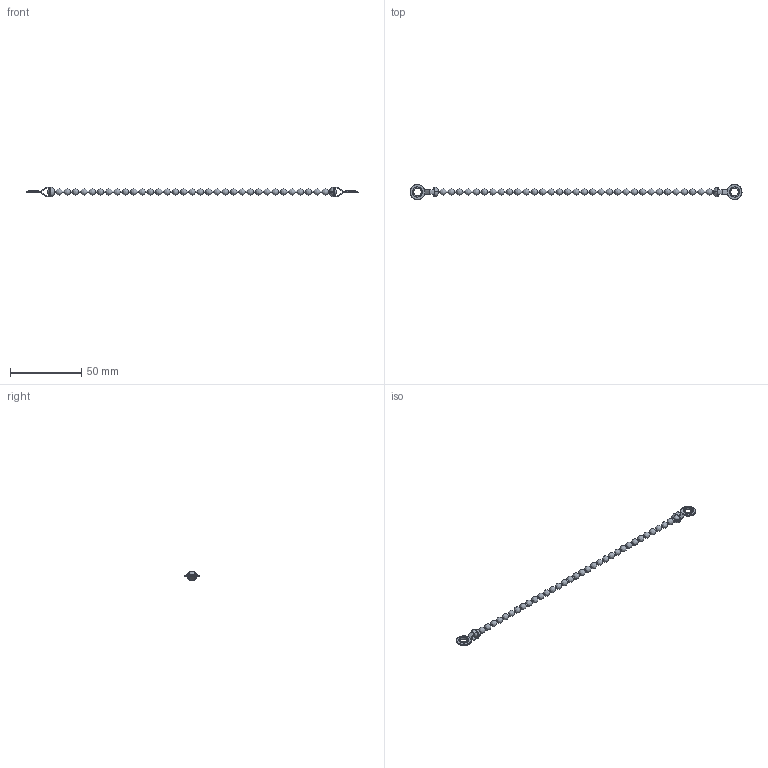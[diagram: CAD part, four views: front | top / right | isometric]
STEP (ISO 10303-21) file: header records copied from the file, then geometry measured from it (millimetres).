
FILE_DESCRIPTION((''),'2;1');
FILE_NAME('','2008-05-01T21:01:37',(''),(''),'','CADfix','');
FILE_SCHEMA(('AUTOMOTIVE_DESIGN { 1 0 10303 214 1 1 1 1 }'));
Length unit declared in the file: millimetre
Bounding box: 233.4 x 10.5 x 6.8 mm (x, y, z)
Volume: 1893.3 mm3; surface area: 4218 mm2
Topology: 38 solids, 38 shells, 195 faces, 596 edges, 440 vertices
Faces by surface type: bspline 195
Entity records: 9808 total; most frequent: CARTESIAN_POINT 6048, ORIENTED_EDGE 1192, EDGE_CURVE 596, VERTEX_POINT 440, EDGE_LOOP 236, FACE_OUTER_BOUND 195, ADVANCED_FACE 195, QUASI_UNIFORM_CURVE 168
